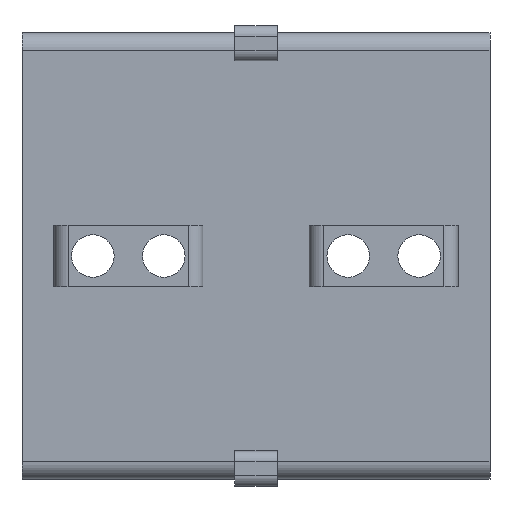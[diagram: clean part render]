
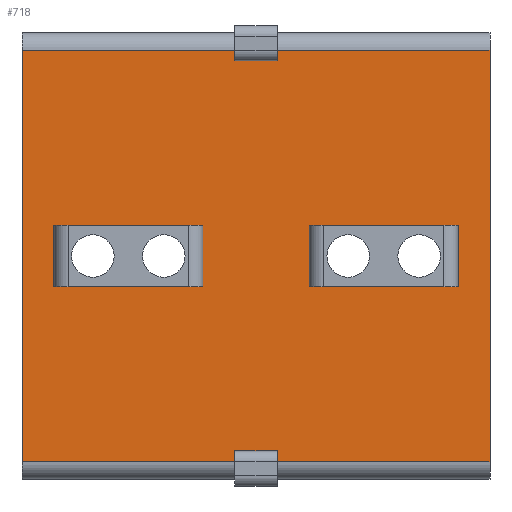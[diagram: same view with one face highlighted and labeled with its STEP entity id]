
A CAD part, front view. The second image highlights one B-rep face of the part: STEP entity #718.
In plain terms, the highlighted planar face has unit normal (0, -1, 0).
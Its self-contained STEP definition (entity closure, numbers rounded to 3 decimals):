
#1 = VERTEX_POINT ( 'NONE', #1667 ) ;
#2 = EDGE_CURVE ( 'NONE', #874, #1820, #960, .T. ) ;
#6 = VECTOR ( 'NONE', #820, 1000. ) ;
#12 = DIRECTION ( 'NONE',  ( 0., 1., 0. ) ) ;
#47 = CARTESIAN_POINT ( 'NONE',  ( 33., 20., 29. ) ) ;
#70 = DIRECTION ( 'NONE',  ( 1., 0., 0. ) ) ;
#86 = VECTOR ( 'NONE', #1088, 1000. ) ;
#87 = LINE ( 'NONE', #1123, #86 ) ;
#107 = ORIENTED_EDGE ( 'NONE', *, *, #548, .T. ) ;
#144 = DIRECTION ( 'NONE',  ( 0., 0., -1. ) ) ;
#167 = ORIENTED_EDGE ( 'NONE', *, *, #1441, .T. ) ;
#168 = DIRECTION ( 'NONE',  ( 0., 0., 1. ) ) ;
#238 = ORIENTED_EDGE ( 'NONE', *, *, #1546, .F. ) ;
#246 = VERTEX_POINT ( 'NONE', #738 ) ;
#337 = VECTOR ( 'NONE', #1289, 1000. ) ;
#362 = AXIS2_PLACEMENT_3D ( 'NONE', #1235, #12, #532 ) ;
#379 = CARTESIAN_POINT ( 'NONE',  ( -33., 20., -29. ) ) ;
#449 = EDGE_CURVE ( 'NONE', #1820, #843, #748, .T. ) ;
#453 = CARTESIAN_POINT ( 'NONE',  ( -7.5, 20., -4.343 ) ) ;
#512 = CARTESIAN_POINT ( 'NONE',  ( 33., 20., 29. ) ) ;
#527 = EDGE_CURVE ( 'NONE', #1204, #1090, #2202, .T. ) ;
#532 = DIRECTION ( 'NONE',  ( 0., 0., 1. ) ) ;
#540 = DIRECTION ( 'NONE',  ( -1., 0., 0. ) ) ;
#548 = EDGE_CURVE ( 'NONE', #1090, #557, #1163, .T. ) ;
#557 = VERTEX_POINT ( 'NONE', #2044 ) ;
#565 = FACE_BOUND ( 'NONE', #2050, .T. ) ;
#574 = EDGE_CURVE ( 'NONE', #1204, #1029, #1513, .T. ) ;
#585 = EDGE_CURVE ( 'NONE', #843, #1059, #1182, .T. ) ;
#600 = VECTOR ( 'NONE', #629, 1000. ) ;
#602 = EDGE_CURVE ( 'NONE', #1029, #557, #853, .T. ) ;
#613 = ORIENTED_EDGE ( 'NONE', *, *, #602, .F. ) ;
#629 = DIRECTION ( 'NONE',  ( 0., 0., 1. ) ) ;
#682 = ORIENTED_EDGE ( 'NONE', *, *, #1849, .T. ) ;
#718 = ADVANCED_FACE ( 'NONE', ( #565, #2078, #1891 ), #1252, .F. ) ;
#738 = CARTESIAN_POINT ( 'NONE',  ( 7.5, 20., 4.343 ) ) ;
#748 = LINE ( 'NONE', #958, #337 ) ;
#771 = ORIENTED_EDGE ( 'NONE', *, *, #2, .F. ) ;
#788 = VERTEX_POINT ( 'NONE', #1818 ) ;
#814 = CARTESIAN_POINT ( 'NONE',  ( 3., 20., 29. ) ) ;
#820 = DIRECTION ( 'NONE',  ( 0., 0., 1. ) ) ;
#824 = EDGE_LOOP ( 'NONE', ( #107, #613, #1215, #944 ) ) ;
#831 = VECTOR ( 'NONE', #70, 1000. ) ;
#834 = ORIENTED_EDGE ( 'NONE', *, *, #1109, .T. ) ;
#843 = VERTEX_POINT ( 'NONE', #1433 ) ;
#853 = LINE ( 'NONE', #1504, #1453 ) ;
#874 = VERTEX_POINT ( 'NONE', #453 ) ;
#880 = VECTOR ( 'NONE', #1683, 1000. ) ;
#881 = LINE ( 'NONE', #2073, #2083 ) ;
#923 = LINE ( 'NONE', #1605, #831 ) ;
#944 = ORIENTED_EDGE ( 'NONE', *, *, #527, .T. ) ;
#955 = VECTOR ( 'NONE', #144, 1000. ) ;
#958 = CARTESIAN_POINT ( 'NONE',  ( -28.5, 20., 4.343 ) ) ;
#960 = LINE ( 'NONE', #2139, #600 ) ;
#1029 = VERTEX_POINT ( 'NONE', #379 ) ;
#1059 = VERTEX_POINT ( 'NONE', #1552 ) ;
#1088 = DIRECTION ( 'NONE',  ( 0., 0., -1. ) ) ;
#1090 = VERTEX_POINT ( 'NONE', #47 ) ;
#1109 = EDGE_CURVE ( 'NONE', #788, #1619, #881, .T. ) ;
#1119 = LINE ( 'NONE', #1132, #2108 ) ;
#1123 = CARTESIAN_POINT ( 'NONE',  ( 28.5, 20., 4.343 ) ) ;
#1132 = CARTESIAN_POINT ( 'NONE',  ( 28.5, 20., 4.343 ) ) ;
#1163 = LINE ( 'NONE', #814, #1207 ) ;
#1182 = LINE ( 'NONE', #2036, #955 ) ;
#1204 = VERTEX_POINT ( 'NONE', #1442 ) ;
#1207 = VECTOR ( 'NONE', #2026, 1000. ) ;
#1215 = ORIENTED_EDGE ( 'NONE', *, *, #574, .F. ) ;
#1221 = EDGE_CURVE ( 'NONE', #1, #788, #87, .T. ) ;
#1235 = CARTESIAN_POINT ( 'NONE',  ( 3., 20., -29. ) ) ;
#1252 = PLANE ( 'NONE',  #362 ) ;
#1264 = EDGE_LOOP ( 'NONE', ( #771, #238, #1950, #2058 ) ) ;
#1289 = DIRECTION ( 'NONE',  ( -1., 0., 0. ) ) ;
#1322 = DIRECTION ( 'NONE',  ( 0., 0., 1. ) ) ;
#1422 = CARTESIAN_POINT ( 'NONE',  ( 7.5, 20., -4.343 ) ) ;
#1433 = CARTESIAN_POINT ( 'NONE',  ( -28.5, 20., 4.343 ) ) ;
#1441 = EDGE_CURVE ( 'NONE', #246, #1, #1119, .T. ) ;
#1442 = CARTESIAN_POINT ( 'NONE',  ( 33., 20., -29. ) ) ;
#1453 = VECTOR ( 'NONE', #168, 1000. ) ;
#1468 = CARTESIAN_POINT ( 'NONE',  ( -7.5, 20., 4.343 ) ) ;
#1504 = CARTESIAN_POINT ( 'NONE',  ( -33., 20., 29. ) ) ;
#1513 = LINE ( 'NONE', #1881, #880 ) ;
#1523 = ORIENTED_EDGE ( 'NONE', *, *, #1221, .T. ) ;
#1546 = EDGE_CURVE ( 'NONE', #1059, #874, #923, .T. ) ;
#1552 = CARTESIAN_POINT ( 'NONE',  ( -28.5, 20., -4.343 ) ) ;
#1605 = CARTESIAN_POINT ( 'NONE',  ( -28.5, 20., -4.343 ) ) ;
#1619 = VERTEX_POINT ( 'NONE', #1422 ) ;
#1627 = LINE ( 'NONE', #1704, #6 ) ;
#1631 = DIRECTION ( 'NONE',  ( 1., 0., 0. ) ) ;
#1667 = CARTESIAN_POINT ( 'NONE',  ( 28.5, 20., 4.343 ) ) ;
#1683 = DIRECTION ( 'NONE',  ( -1., 0., 0. ) ) ;
#1704 = CARTESIAN_POINT ( 'NONE',  ( 7.5, 20., 4.343 ) ) ;
#1818 = CARTESIAN_POINT ( 'NONE',  ( 28.5, 20., -4.343 ) ) ;
#1820 = VERTEX_POINT ( 'NONE', #1468 ) ;
#1849 = EDGE_CURVE ( 'NONE', #1619, #246, #1627, .T. ) ;
#1881 = CARTESIAN_POINT ( 'NONE',  ( 3., 20., -29. ) ) ;
#1891 = FACE_BOUND ( 'NONE', #1264, .T. ) ;
#1950 = ORIENTED_EDGE ( 'NONE', *, *, #585, .F. ) ;
#2026 = DIRECTION ( 'NONE',  ( -1., 0., 0. ) ) ;
#2036 = CARTESIAN_POINT ( 'NONE',  ( -28.5, 20., 4.343 ) ) ;
#2044 = CARTESIAN_POINT ( 'NONE',  ( -33., 20., 29. ) ) ;
#2050 = EDGE_LOOP ( 'NONE', ( #682, #167, #1523, #834 ) ) ;
#2058 = ORIENTED_EDGE ( 'NONE', *, *, #449, .F. ) ;
#2073 = CARTESIAN_POINT ( 'NONE',  ( 28.5, 20., -4.343 ) ) ;
#2078 = FACE_OUTER_BOUND ( 'NONE', #824, .T. ) ;
#2083 = VECTOR ( 'NONE', #540, 1000. ) ;
#2108 = VECTOR ( 'NONE', #1631, 1000. ) ;
#2139 = CARTESIAN_POINT ( 'NONE',  ( -7.5, 20., 4.343 ) ) ;
#2164 = VECTOR ( 'NONE', #1322, 1000. ) ;
#2202 = LINE ( 'NONE', #512, #2164 ) ;
